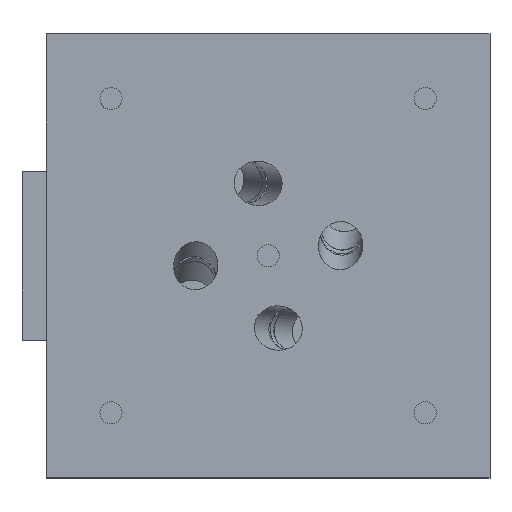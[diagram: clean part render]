
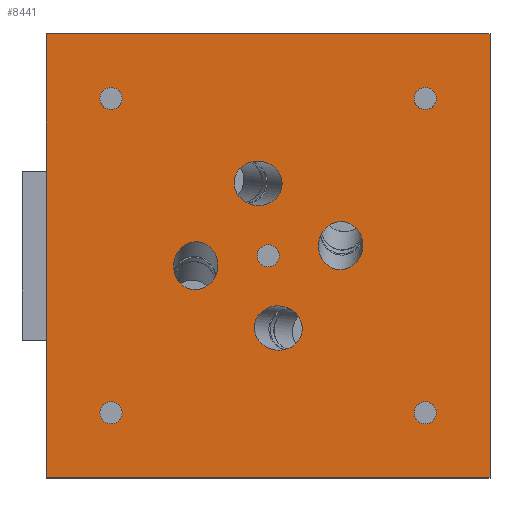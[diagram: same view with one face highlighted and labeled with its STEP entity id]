
A CAD part, top view. The second image highlights one B-rep face of the part: STEP entity #8441.
In plain terms, the highlighted planar face has unit normal (0, 0, 1).
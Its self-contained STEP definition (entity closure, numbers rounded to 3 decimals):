
#231=ELLIPSE('',#9848,5.41,5.);
#233=ELLIPSE('',#9851,5.41,5.);
#235=ELLIPSE('',#9854,5.41,5.);
#237=ELLIPSE('',#9860,5.41,5.);
#630=FACE_BOUND('',#2066,.T.);
#631=FACE_BOUND('',#2067,.T.);
#632=FACE_BOUND('',#2068,.T.);
#633=FACE_BOUND('',#2069,.T.);
#634=FACE_BOUND('',#2070,.T.);
#635=FACE_BOUND('',#2071,.T.);
#636=FACE_BOUND('',#2072,.T.);
#637=FACE_BOUND('',#2073,.T.);
#638=FACE_BOUND('',#2074,.T.);
#937=PLANE('',#9862);
#1403=FACE_OUTER_BOUND('',#2065,.T.);
#2065=EDGE_LOOP('',(#7716,#7717,#7718,#7719));
#2066=EDGE_LOOP('',(#7720));
#2067=EDGE_LOOP('',(#7721));
#2068=EDGE_LOOP('',(#7722));
#2069=EDGE_LOOP('',(#7723));
#2070=EDGE_LOOP('',(#7724));
#2071=EDGE_LOOP('',(#7725));
#2072=EDGE_LOOP('',(#7726));
#2073=EDGE_LOOP('',(#7727));
#2074=EDGE_LOOP('',(#7728));
#2773=LINE('',#14897,#3485);
#2774=LINE('',#14899,#3486);
#2775=LINE('',#14901,#3487);
#2776=LINE('',#14902,#3488);
#3485=VECTOR('',#12308,10.);
#3486=VECTOR('',#12309,10.);
#3487=VECTOR('',#12310,10.);
#3488=VECTOR('',#12311,10.);
#3831=CIRCLE('',#9858,2.5);
#3832=CIRCLE('',#9863,2.5);
#3833=CIRCLE('',#9864,2.5);
#3834=CIRCLE('',#9865,2.5);
#3835=CIRCLE('',#9866,2.5);
#4522=VERTEX_POINT('',#14865);
#4524=VERTEX_POINT('',#14871);
#4526=VERTEX_POINT('',#14877);
#4529=VERTEX_POINT('',#14885);
#4530=VERTEX_POINT('',#14889);
#4532=VERTEX_POINT('',#14895);
#4533=VERTEX_POINT('',#14896);
#4534=VERTEX_POINT('',#14898);
#4535=VERTEX_POINT('',#14900);
#4536=VERTEX_POINT('',#14903);
#4537=VERTEX_POINT('',#14905);
#4538=VERTEX_POINT('',#14907);
#4539=VERTEX_POINT('',#14909);
#5587=EDGE_CURVE('',#4522,#4522,#231,.T.);
#5590=EDGE_CURVE('',#4524,#4524,#233,.T.);
#5593=EDGE_CURVE('',#4526,#4526,#235,.T.);
#5598=EDGE_CURVE('',#4529,#4529,#3831,.T.);
#5599=EDGE_CURVE('',#4530,#4530,#237,.T.);
#5602=EDGE_CURVE('',#4532,#4533,#2773,.T.);
#5603=EDGE_CURVE('',#4534,#4532,#2774,.T.);
#5604=EDGE_CURVE('',#4535,#4534,#2775,.T.);
#5605=EDGE_CURVE('',#4533,#4535,#2776,.T.);
#5606=EDGE_CURVE('',#4536,#4536,#3832,.T.);
#5607=EDGE_CURVE('',#4537,#4537,#3833,.T.);
#5608=EDGE_CURVE('',#4538,#4538,#3834,.T.);
#5609=EDGE_CURVE('',#4539,#4539,#3835,.T.);
#7716=ORIENTED_EDGE('',*,*,#5602,.F.);
#7717=ORIENTED_EDGE('',*,*,#5603,.F.);
#7718=ORIENTED_EDGE('',*,*,#5604,.F.);
#7719=ORIENTED_EDGE('',*,*,#5605,.F.);
#7720=ORIENTED_EDGE('',*,*,#5587,.T.);
#7721=ORIENTED_EDGE('',*,*,#5590,.T.);
#7722=ORIENTED_EDGE('',*,*,#5593,.T.);
#7723=ORIENTED_EDGE('',*,*,#5598,.T.);
#7724=ORIENTED_EDGE('',*,*,#5599,.T.);
#7725=ORIENTED_EDGE('',*,*,#5606,.F.);
#7726=ORIENTED_EDGE('',*,*,#5607,.F.);
#7727=ORIENTED_EDGE('',*,*,#5608,.F.);
#7728=ORIENTED_EDGE('',*,*,#5609,.F.);
#8441=ADVANCED_FACE('',(#1403,#630,#631,#632,#633,#634,#635,#636,#637,#638),
#937,.T.);
#9848=AXIS2_PLACEMENT_3D('',#14866,#12273,#12274);
#9851=AXIS2_PLACEMENT_3D('',#14872,#12280,#12281);
#9854=AXIS2_PLACEMENT_3D('',#14878,#12287,#12288);
#9858=AXIS2_PLACEMENT_3D('',#14887,#12297,#12298);
#9860=AXIS2_PLACEMENT_3D('',#14890,#12301,#12302);
#9862=AXIS2_PLACEMENT_3D('',#14894,#12306,#12307);
#9863=AXIS2_PLACEMENT_3D('',#14904,#12312,#12313);
#9864=AXIS2_PLACEMENT_3D('',#14906,#12314,#12315);
#9865=AXIS2_PLACEMENT_3D('',#14908,#12316,#12317);
#9866=AXIS2_PLACEMENT_3D('',#14910,#12318,#12319);
#12273=DIRECTION('center_axis',(0.,0.,-1.));
#12274=DIRECTION('ref_axis',(0.994,-0.106,0.));
#12280=DIRECTION('center_axis',(0.,0.,-1.));
#12281=DIRECTION('ref_axis',(0.106,0.994,0.));
#12287=DIRECTION('center_axis',(0.,0.,-1.));
#12288=DIRECTION('ref_axis',(-0.106,-0.994,0.));
#12297=DIRECTION('center_axis',(0.,0.,-1.));
#12298=DIRECTION('ref_axis',(1.,0.,0.));
#12301=DIRECTION('center_axis',(0.,0.,-1.));
#12302=DIRECTION('ref_axis',(-0.994,0.106,0.));
#12306=DIRECTION('center_axis',(0.,0.,1.));
#12307=DIRECTION('ref_axis',(-1.,0.,0.));
#12308=DIRECTION('',(-1.,0.,0.));
#12309=DIRECTION('',(0.,-1.,0.));
#12310=DIRECTION('',(1.,0.,0.));
#12311=DIRECTION('',(0.,1.,0.));
#12312=DIRECTION('center_axis',(0.,0.,1.));
#12313=DIRECTION('ref_axis',(-1.,0.,0.));
#12314=DIRECTION('center_axis',(0.,0.,1.));
#12315=DIRECTION('ref_axis',(-1.,0.,0.));
#12316=DIRECTION('center_axis',(0.,0.,1.));
#12317=DIRECTION('ref_axis',(-1.,0.,0.));
#12318=DIRECTION('center_axis',(0.,0.,1.));
#12319=DIRECTION('ref_axis',(-1.,0.,0.));
#14865=CARTESIAN_POINT('',(1.737,-21.291,82.2));
#14866=CARTESIAN_POINT('Origin',(2.268,-16.319,82.2));
#14871=CARTESIAN_POINT('',(21.291,1.737,82.2));
#14872=CARTESIAN_POINT('Origin',(16.319,2.268,82.2));
#14877=CARTESIAN_POINT('',(-21.291,-1.737,82.2));
#14878=CARTESIAN_POINT('Origin',(-16.319,-2.268,82.2));
#14885=CARTESIAN_POINT('',(-2.5,0.,82.2));
#14887=CARTESIAN_POINT('Origin',(0.,0.,82.2));
#14889=CARTESIAN_POINT('',(-1.737,21.291,82.2));
#14890=CARTESIAN_POINT('Origin',(-2.268,16.319,82.2));
#14894=CARTESIAN_POINT('Origin',(0.,0.,82.2));
#14895=CARTESIAN_POINT('',(50.,-50.,82.2));
#14896=CARTESIAN_POINT('',(-50.,-50.,82.2));
#14897=CARTESIAN_POINT('',(-25.,-50.,82.2));
#14898=CARTESIAN_POINT('',(50.,50.,82.2));
#14899=CARTESIAN_POINT('',(50.,-25.,82.2));
#14900=CARTESIAN_POINT('',(-50.,50.,82.2));
#14901=CARTESIAN_POINT('',(25.,50.,82.2));
#14902=CARTESIAN_POINT('',(-50.,25.,82.2));
#14903=CARTESIAN_POINT('',(37.929,35.429,82.2));
#14904=CARTESIAN_POINT('Origin',(35.429,35.429,82.2));
#14905=CARTESIAN_POINT('',(37.929,-35.429,82.2));
#14906=CARTESIAN_POINT('Origin',(35.429,-35.429,82.2));
#14907=CARTESIAN_POINT('',(-32.929,35.429,82.2));
#14908=CARTESIAN_POINT('Origin',(-35.429,35.429,82.2));
#14909=CARTESIAN_POINT('',(-32.929,-35.429,82.2));
#14910=CARTESIAN_POINT('Origin',(-35.429,-35.429,82.2));
